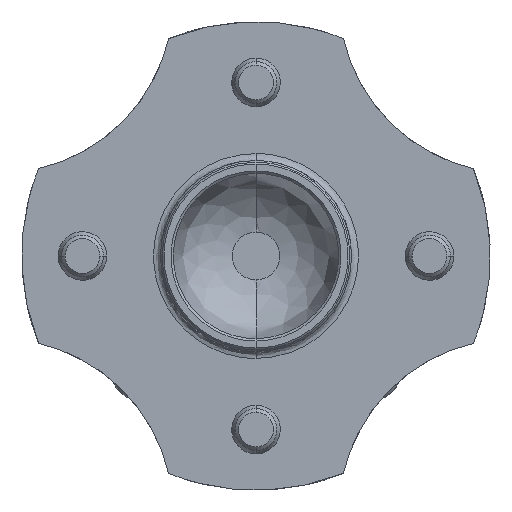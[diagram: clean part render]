
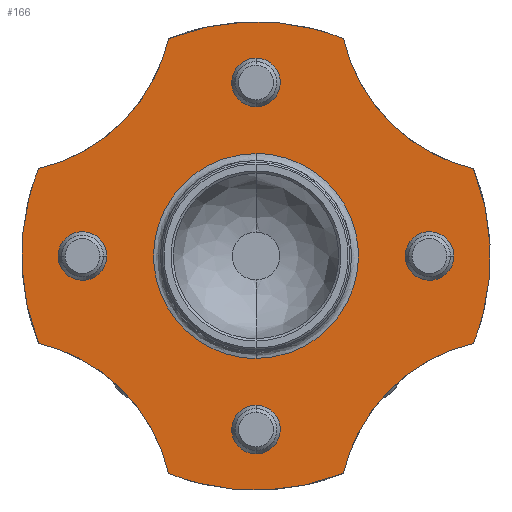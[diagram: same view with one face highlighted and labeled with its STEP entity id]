
A CAD part, front view. The second image highlights one B-rep face of the part: STEP entity #166.
In plain terms, the highlighted planar face has unit normal (0, -1, 0).
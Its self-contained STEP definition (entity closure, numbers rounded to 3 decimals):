
#12=FACE_BOUND('',#460,.T.);
#166=ADVANCED_FACE('',(#312,#12),#2124,.T.);
#312=FACE_OUTER_BOUND('',#459,.T.);
#459=EDGE_LOOP('',(#922,#923,#924,#925,#926,#927,#928,#929));
#460=EDGE_LOOP('',(#930,#931));
#922=ORIENTED_EDGE('',*,*,#1367,.F.);
#923=ORIENTED_EDGE('',*,*,#1296,.F.);
#924=ORIENTED_EDGE('',*,*,#1369,.F.);
#925=ORIENTED_EDGE('',*,*,#1373,.F.);
#926=ORIENTED_EDGE('',*,*,#1371,.F.);
#927=ORIENTED_EDGE('',*,*,#1313,.F.);
#928=ORIENTED_EDGE('',*,*,#1372,.F.);
#929=ORIENTED_EDGE('',*,*,#1279,.F.);
#930=ORIENTED_EDGE('',*,*,#1451,.F.);
#931=ORIENTED_EDGE('',*,*,#1269,.F.);
#1269=EDGE_CURVE('',#1856,#1969,#1638,.T.);
#1279=EDGE_CURVE('',#1860,#1858,#1646,.T.);
#1296=EDGE_CURVE('',#1872,#1874,#1657,.T.);
#1313=EDGE_CURVE('',#1886,#1888,#1667,.T.);
#1367=EDGE_CURVE('',#1874,#1860,#1701,.T.);
#1369=EDGE_CURVE('',#1924,#1872,#1703,.T.);
#1371=EDGE_CURVE('',#1888,#1923,#1705,.T.);
#1372=EDGE_CURVE('',#1858,#1886,#1706,.T.);
#1373=EDGE_CURVE('',#1923,#1924,#1707,.T.);
#1451=EDGE_CURVE('',#1969,#1856,#1775,.T.);
#1638=(
BOUNDED_CURVE()
B_SPLINE_CURVE(2,(#4894,#4895,#4896,#4897,#4898),.UNSPECIFIED.,.F.,.F.)
B_SPLINE_CURVE_WITH_KNOTS((3,2,3),(0.,46.338,92.677),
 .UNSPECIFIED.)
CURVE()
GEOMETRIC_REPRESENTATION_ITEM()
RATIONAL_B_SPLINE_CURVE((1.,0.707,1.,0.707,1.))
REPRESENTATION_ITEM('')
);
#1646=(
BOUNDED_CURVE()
B_SPLINE_CURVE(2,(#4936,#4937,#4938),.UNSPECIFIED.,.F.,.F.)
B_SPLINE_CURVE_WITH_KNOTS((3,3),(-715.93,-664.327),
 .UNSPECIFIED.)
CURVE()
GEOMETRIC_REPRESENTATION_ITEM()
RATIONAL_B_SPLINE_CURVE((1.,0.928,1.))
REPRESENTATION_ITEM('')
);
#1657=(
BOUNDED_CURVE()
B_SPLINE_CURVE(2,(#5001,#5002,#5003),.UNSPECIFIED.,.F.,.F.)
B_SPLINE_CURVE_WITH_KNOTS((3,3),(-715.93,-664.327),
 .UNSPECIFIED.)
CURVE()
GEOMETRIC_REPRESENTATION_ITEM()
RATIONAL_B_SPLINE_CURVE((1.,0.928,1.))
REPRESENTATION_ITEM('')
);
#1667=(
BOUNDED_CURVE()
B_SPLINE_CURVE(2,(#5066,#5067,#5068),.UNSPECIFIED.,.F.,.F.)
B_SPLINE_CURVE_WITH_KNOTS((3,3),(-715.93,-664.327),
 .UNSPECIFIED.)
CURVE()
GEOMETRIC_REPRESENTATION_ITEM()
RATIONAL_B_SPLINE_CURVE((1.,0.928,1.))
REPRESENTATION_ITEM('')
);
#1701=(
BOUNDED_CURVE()
B_SPLINE_CURVE(2,(#5366,#5367,#5368),.UNSPECIFIED.,.F.,.F.)
B_SPLINE_CURVE_WITH_KNOTS((3,3),(-342.067,-286.251),
 .UNSPECIFIED.)
CURVE()
GEOMETRIC_REPRESENTATION_ITEM()
RATIONAL_B_SPLINE_CURVE((1.,0.848,1.))
REPRESENTATION_ITEM('')
);
#1703=(
BOUNDED_CURVE()
B_SPLINE_CURVE(2,(#5371,#5372,#5373),.UNSPECIFIED.,.F.,.F.)
B_SPLINE_CURVE_WITH_KNOTS((3,3),(-449.487,-393.671),
 .UNSPECIFIED.)
CURVE()
GEOMETRIC_REPRESENTATION_ITEM()
RATIONAL_B_SPLINE_CURVE((1.,0.848,1.))
REPRESENTATION_ITEM('')
);
#1705=(
BOUNDED_CURVE()
B_SPLINE_CURVE(2,(#5376,#5377,#5378),.UNSPECIFIED.,.F.,.F.)
B_SPLINE_CURVE_WITH_KNOTS((3,3),(-556.907,-501.091),
 .UNSPECIFIED.)
CURVE()
GEOMETRIC_REPRESENTATION_ITEM()
RATIONAL_B_SPLINE_CURVE((1.,0.848,1.))
REPRESENTATION_ITEM('')
);
#1706=(
BOUNDED_CURVE()
B_SPLINE_CURVE(2,(#5379,#5380,#5381),.UNSPECIFIED.,.F.,.F.)
B_SPLINE_CURVE_WITH_KNOTS((3,3),(-664.327,-608.511),
 .UNSPECIFIED.)
CURVE()
GEOMETRIC_REPRESENTATION_ITEM()
RATIONAL_B_SPLINE_CURVE((1.,0.848,1.))
REPRESENTATION_ITEM('')
);
#1707=(
BOUNDED_CURVE()
B_SPLINE_CURVE(2,(#5382,#5383,#5384),.UNSPECIFIED.,.F.,.F.)
B_SPLINE_CURVE_WITH_KNOTS((3,3),(-715.93,-664.327),
 .UNSPECIFIED.)
CURVE()
GEOMETRIC_REPRESENTATION_ITEM()
RATIONAL_B_SPLINE_CURVE((1.,0.928,1.))
REPRESENTATION_ITEM('')
);
#1775=(
BOUNDED_CURVE()
B_SPLINE_CURVE(2,(#5676,#5677,#5678,#5679,#5680),.UNSPECIFIED.,.F.,.F.)
B_SPLINE_CURVE_WITH_KNOTS((3,2,3),(92.677,139.015,185.354),
 .UNSPECIFIED.)
CURVE()
GEOMETRIC_REPRESENTATION_ITEM()
RATIONAL_B_SPLINE_CURVE((1.,0.707,1.,0.707,1.))
REPRESENTATION_ITEM('')
);
#1856=VERTEX_POINT('',#4728);
#1858=VERTEX_POINT('',#4730);
#1860=VERTEX_POINT('',#4732);
#1872=VERTEX_POINT('',#4744);
#1874=VERTEX_POINT('',#4746);
#1886=VERTEX_POINT('',#4758);
#1888=VERTEX_POINT('',#4760);
#1923=VERTEX_POINT('',#4795);
#1924=VERTEX_POINT('',#4796);
#1969=VERTEX_POINT('',#4841);
#2124=PLANE('',#2162);
#2162=AXIS2_PLACEMENT_3D('',#3958,#2183,$);
#2183=DIRECTION('',(0.,-1.,0.));
#3958=CARTESIAN_POINT('',(84.375,-54.5,-84.375));
#4728=CARTESIAN_POINT('',(0.,-54.5,29.5));
#4730=CARTESIAN_POINT('',(25.178,-54.5,62.628));
#4732=CARTESIAN_POINT('',(-25.178,-54.5,62.628));
#4744=CARTESIAN_POINT('',(-62.628,-54.5,-25.178));
#4746=CARTESIAN_POINT('',(-62.628,-54.5,25.178));
#4758=CARTESIAN_POINT('',(62.628,-54.5,25.178));
#4760=CARTESIAN_POINT('',(62.628,-54.5,-25.178));
#4795=CARTESIAN_POINT('',(25.178,-54.5,-62.628));
#4796=CARTESIAN_POINT('',(-25.178,-54.5,-62.628));
#4841=CARTESIAN_POINT('',(0.,-54.5,-29.5));
#4894=CARTESIAN_POINT('',(0.,-54.5,29.5));
#4895=CARTESIAN_POINT('',(-29.5,-54.5,29.5));
#4896=CARTESIAN_POINT('',(-29.5,-54.5,0.));
#4897=CARTESIAN_POINT('',(-29.5,-54.5,-29.5));
#4898=CARTESIAN_POINT('',(0.,-54.5,-29.5));
#4936=CARTESIAN_POINT('',(-25.178,-54.5,62.628));
#4937=CARTESIAN_POINT('',(0.,-54.5,72.751));
#4938=CARTESIAN_POINT('',(25.178,-54.5,62.628));
#5001=CARTESIAN_POINT('',(-62.628,-54.5,-25.178));
#5002=CARTESIAN_POINT('',(-72.751,-54.5,0.));
#5003=CARTESIAN_POINT('',(-62.628,-54.5,25.178));
#5066=CARTESIAN_POINT('',(62.628,-54.5,25.178));
#5067=CARTESIAN_POINT('',(72.751,-54.5,0.));
#5068=CARTESIAN_POINT('',(62.628,-54.5,-25.178));
#5366=CARTESIAN_POINT('',(-62.628,-54.5,25.178));
#5367=CARTESIAN_POINT('',(-32.211,-54.5,32.211));
#5368=CARTESIAN_POINT('',(-25.178,-54.5,62.628));
#5371=CARTESIAN_POINT('',(-25.178,-54.5,-62.628));
#5372=CARTESIAN_POINT('',(-32.211,-54.5,-32.211));
#5373=CARTESIAN_POINT('',(-62.628,-54.5,-25.178));
#5376=CARTESIAN_POINT('',(62.628,-54.5,-25.178));
#5377=CARTESIAN_POINT('',(32.211,-54.5,-32.211));
#5378=CARTESIAN_POINT('',(25.178,-54.5,-62.628));
#5379=CARTESIAN_POINT('',(25.178,-54.5,62.628));
#5380=CARTESIAN_POINT('',(32.211,-54.5,32.211));
#5381=CARTESIAN_POINT('',(62.628,-54.5,25.178));
#5382=CARTESIAN_POINT('',(25.178,-54.5,-62.628));
#5383=CARTESIAN_POINT('',(0.,-54.5,-72.751));
#5384=CARTESIAN_POINT('',(-25.178,-54.5,-62.628));
#5676=CARTESIAN_POINT('',(0.,-54.5,-29.5));
#5677=CARTESIAN_POINT('',(29.5,-54.5,-29.5));
#5678=CARTESIAN_POINT('',(29.5,-54.5,0.));
#5679=CARTESIAN_POINT('',(29.5,-54.5,29.5));
#5680=CARTESIAN_POINT('',(0.,-54.5,29.5));
